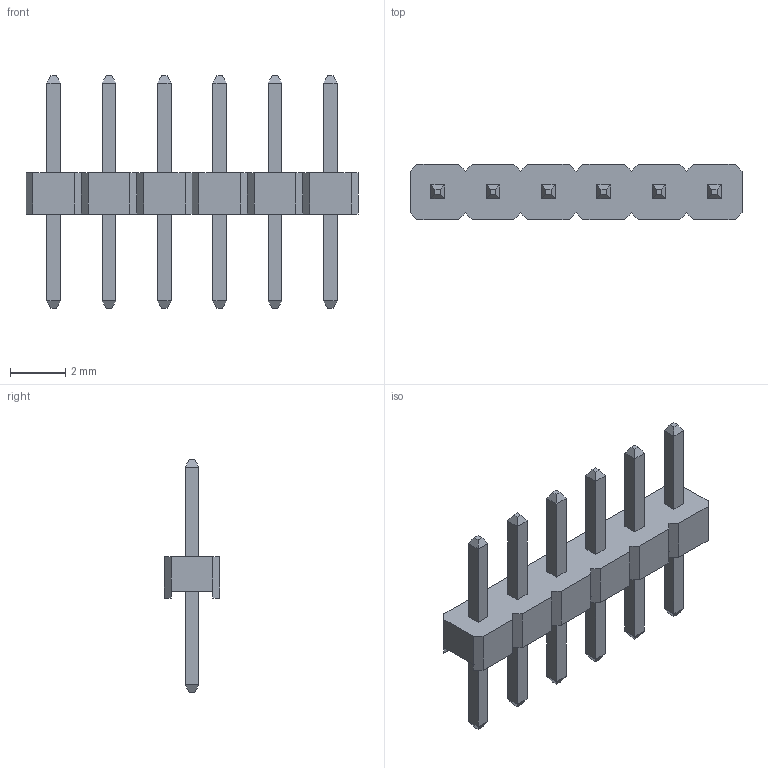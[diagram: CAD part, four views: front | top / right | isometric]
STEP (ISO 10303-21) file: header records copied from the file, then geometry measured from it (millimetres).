
FILE_DESCRIPTION((''),'2;1');
FILE_NAME('HARWING_M22-F2010605.stp','2011-09-14T09:28:18',(''),(''),'Mechanical Desktop 2011','Mechanical Desktop 2011',', , ');
FILE_SCHEMA(('AUTOMOTIVE_DESIGN { 1 2 10303 214 1 1 1 1 }'));
Length unit declared in the file: millimetre
Products named in the file (1): Product
Bounding box: 12 x 2 x 8.4 mm (x, y, z)
Volume: 40.7 mm3; surface area: 184 mm2
Topology: 13 solids, 13 shells, 184 faces, 402 edges, 234 vertices
Faces by surface type: plane 171, bspline 13
Entity records: 4850 total; most frequent: CARTESIAN_POINT 860, ORIENTED_EDGE 804, DIRECTION 746, VECTOR 402, LINE 402, EDGE_CURVE 402, VERTEX_POINT 234, EDGE_LOOP 184
